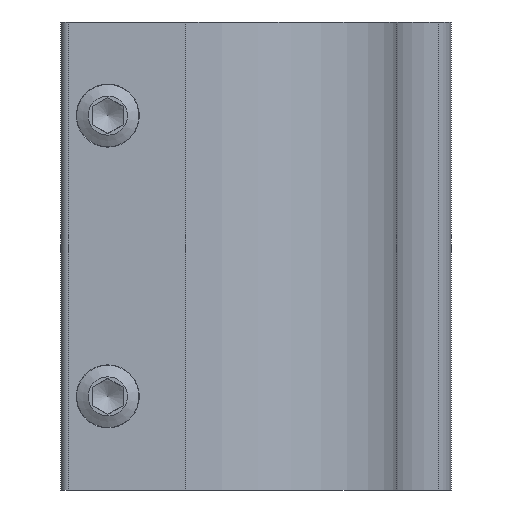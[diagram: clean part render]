
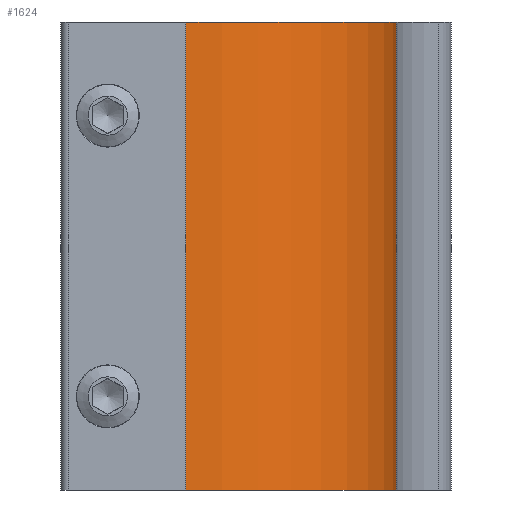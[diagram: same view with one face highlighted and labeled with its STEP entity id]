
A CAD part, front view. The second image highlights one B-rep face of the part: STEP entity #1624.
In plain terms, the highlighted cylindrical face has radius 13.5 mm (diameter 27 mm), a partial arc.
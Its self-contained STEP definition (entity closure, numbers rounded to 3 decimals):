
#56=LINE('',#2413,#187);
#154=LINE('',#2719,#285);
#187=VECTOR('',#1922,30.);
#285=VECTOR('',#2230,30.);
#436=FACE_OUTER_BOUND('',#541,.T.);
#541=EDGE_LOOP('',(#1383,#1384,#1385,#1386));
#590=CIRCLE('',#1710,13.5);
#610=CIRCLE('',#1735,13.5);
#671=VERTEX_POINT('',#2410);
#672=VERTEX_POINT('',#2412);
#715=VERTEX_POINT('',#2504);
#746=VERTEX_POINT('',#2580);
#833=EDGE_CURVE('',#672,#671,#56,.T.);
#879=EDGE_CURVE('',#671,#715,#590,.T.);
#918=EDGE_CURVE('',#746,#672,#610,.T.);
#990=EDGE_CURVE('',#715,#746,#154,.T.);
#1383=ORIENTED_EDGE('',*,*,#918,.T.);
#1384=ORIENTED_EDGE('',*,*,#833,.T.);
#1385=ORIENTED_EDGE('',*,*,#879,.T.);
#1386=ORIENTED_EDGE('',*,*,#990,.T.);
#1457=CYLINDRICAL_SURFACE('',#1787,13.5);
#1624=ADVANCED_FACE('',(#436),#1457,.T.);
#1710=AXIS2_PLACEMENT_3D('',#2506,#1999,#2000);
#1735=AXIS2_PLACEMENT_3D('',#2581,#2068,#2069);
#1787=AXIS2_PLACEMENT_3D('',#2718,#2228,#2229);
#1922=DIRECTION('',(0.,0.,-1.));
#1999=DIRECTION('center_axis',(0.,0.,1.));
#2000=DIRECTION('ref_axis',(0.707,-0.707,0.));
#2068=DIRECTION('center_axis',(0.,0.,-1.));
#2069=DIRECTION('ref_axis',(0.707,-0.707,0.));
#2228=DIRECTION('center_axis',(0.,0.,1.));
#2229=DIRECTION('ref_axis',(0.707,-0.707,0.));
#2230=DIRECTION('',(0.,0.,1.));
#2410=CARTESIAN_POINT('',(-10.,-57.9,0.));
#2412=CARTESIAN_POINT('',(-10.,-57.9,30.));
#2413=CARTESIAN_POINT('',(-10.,-57.9,0.));
#2504=CARTESIAN_POINT('',(3.5,-44.4,0.));
#2506=CARTESIAN_POINT('Origin',(-10.,-44.4,0.));
#2580=CARTESIAN_POINT('',(3.5,-44.4,30.));
#2581=CARTESIAN_POINT('Origin',(-10.,-44.4,30.));
#2718=CARTESIAN_POINT('Origin',(-10.,-44.4,0.));
#2719=CARTESIAN_POINT('',(3.5,-44.4,0.));
